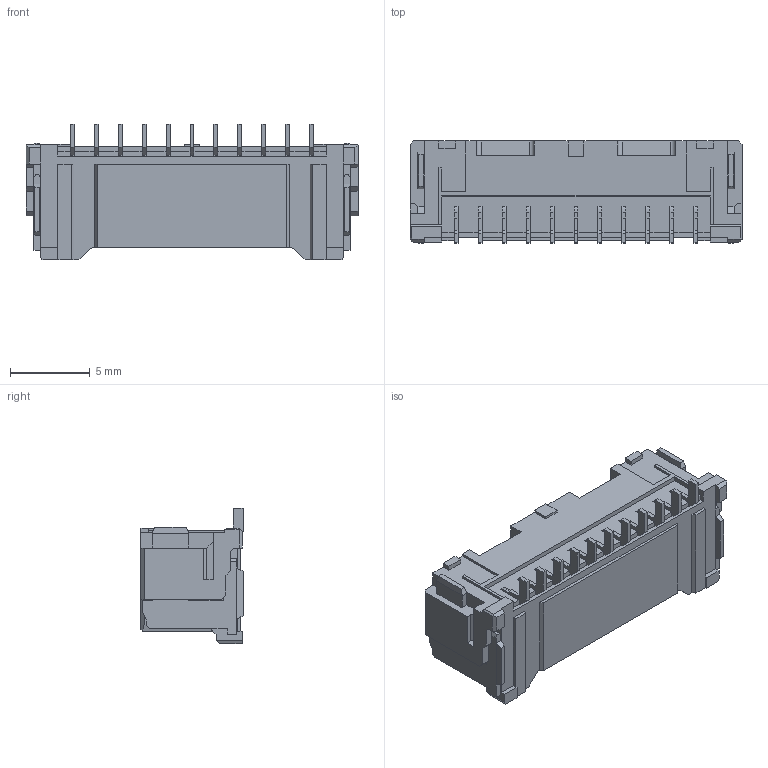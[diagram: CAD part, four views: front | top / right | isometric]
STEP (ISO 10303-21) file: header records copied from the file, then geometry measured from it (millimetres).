
FILE_DESCRIPTION((''),'2;1');
FILE_NAME('5025851170','2019-07-05T',('gga'),(''),'PRO/ENGINEER BY PARAMETRIC TECHNOLOGY CORPORATION, 2016010','PRO/ENGINEER BY PARAMETRIC TECHNOLOGY CORPORATION, 2016010','');
FILE_SCHEMA(('CONFIG_CONTROL_DESIGN'));
Length unit declared in the file: millimetre
Products named in the file (1): 5025851170
Bounding box: 20.8 x 6.4 x 8.5 mm (x, y, z)
Volume: 384.2 mm3; surface area: 1055.7 mm2
Topology: 1 solids, 1 shells, 621 faces, 1876 edges, 1250 vertices
Faces by surface type: plane 556, cylinder 65
Entity records: 20673 total; most frequent: CARTESIAN_POINT 3773, ORIENTED_EDGE 3648, DIRECTION 3220, EDGE_CURVE 1824, VECTOR 1740, LINE 1740, VERTEX_POINT 1198, AXIS2_PLACEMENT_3D 740
